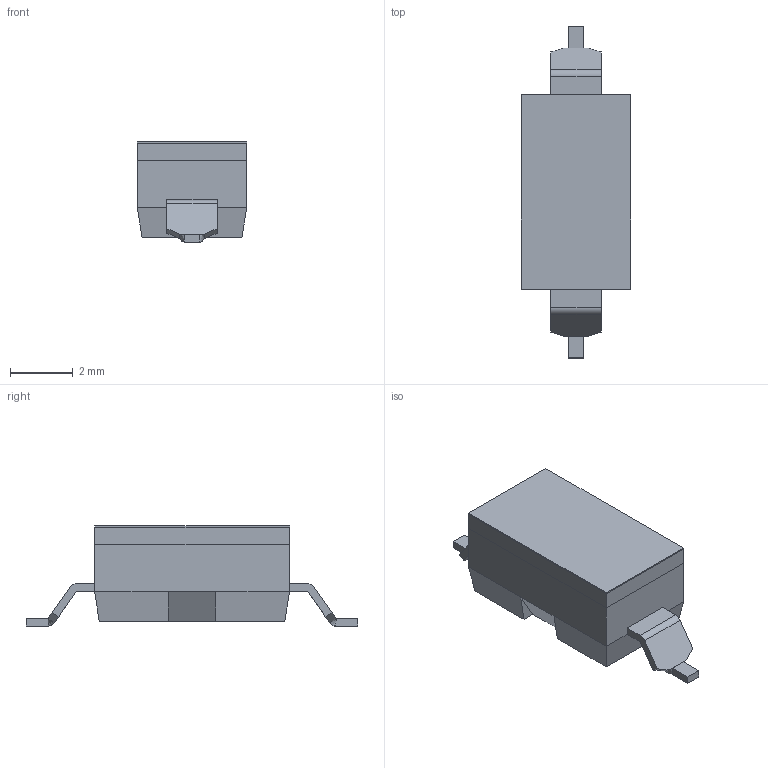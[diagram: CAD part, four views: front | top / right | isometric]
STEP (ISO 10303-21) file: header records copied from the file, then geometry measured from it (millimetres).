
FILE_DESCRIPTION( ( 'Unknown' ), '1' );
FILE_NAME( '418121160801.stp', 'Unknown', ( 'Unknown' ), ( 'Unknown' ), 'PSStep 19.0.9', 'Unknown', ' ' );
FILE_SCHEMA( ( 'AUTOMOTIVE_DESIGN { 1 0 10303 214 1 1 1 1 }' ) );
Length unit declared in the file: millimetre
Products named in the file (8): Assem1; Contact; Terminal_back; Actuator; Base 01; Cover 01; Tape 01; Terminal_front
Assembly tree (7 placements, depth 2):
  Assem1
    Contact
    Terminal_back
    Actuator
    Base 01
    Cover 01
    Tape 01
    Terminal_front
Bounding box: 3.48 x 10.56 x 3.19 mm (x, y, z)
Volume: 58 mm3; surface area: 299.5 mm2
Topology: 7 solids, 7 shells, 214 faces, 563 edges, 367 vertices
Faces by surface type: plane 179, cylinder 27, bspline 4, extrusion 4
Full cylindrical faces by diameter (mm): 0.45 x2, 0.5 x4, 1.9 x1
Entity records: 8509 total; most frequent: CARTESIAN_POINT 1469, ORIENTED_EDGE 1098, DIRECTION 997, EDGE_CURVE 549, VECTOR 445, LINE 441, VERTEX_POINT 362, AXIS2_PLACEMENT_3D 276
